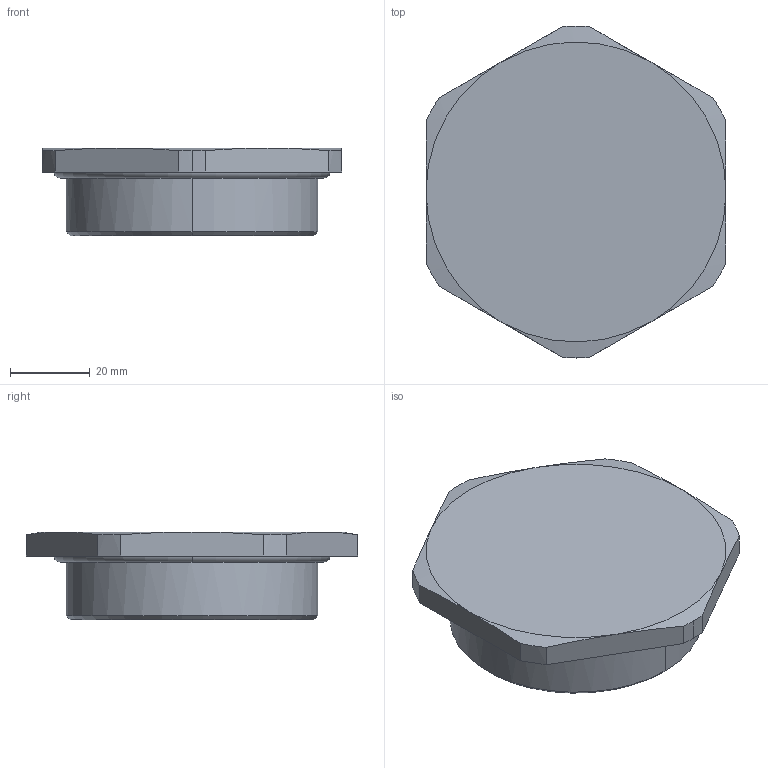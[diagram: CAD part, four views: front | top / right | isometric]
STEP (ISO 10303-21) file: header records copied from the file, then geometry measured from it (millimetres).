
FILE_DESCRIPTION(('CATIA V5 STEP Exchange','CAx-IF Rec.Pracs.--- Model Styling and Organization---1.5--- 2016-08-15','CAx-IF Rec.Pracs.---Supplemental Geometry---1.0---2011-11-01','CAx-IF Rec.Pracs.--- Composite Materials ---1.1---2010-07-15'),'2;1');
FILE_NAME ('231211-1_1', '2025-03-19T05:56:00+00:00', ('none'), ('Weidmueller'), 'CATIA Version 5-6 Release 2022 SP4 HF5', 'CATIA V5 STEP AP214 v3', 'none');
FILE_SCHEMA(('AUTOMOTIVE_DESIGN { 1 0 10303 214 1 1 1 1 }'));
Length unit declared in the file: millimetre
Products named in the file (1): VPS-HEX M63-Ex W
Bounding box: 75 x 83 x 22 mm (x, y, z)
Volume: 42575.5 mm3; surface area: 19323.9 mm2
Topology: 2 solids, 2 shells, 47 faces, 117 edges, 75 vertices
Faces by surface type: cylinder 16, cone 12, plane 11, torus 8
Entity records: 1362 total; most frequent: CARTESIAN_POINT 334, ORIENTED_EDGE 234, DIRECTION 144, EDGE_CURVE 117, AXIS2_PLACEMENT_3D 85, VERTEX_POINT 75, CIRCLE 58, EDGE_LOOP 50
